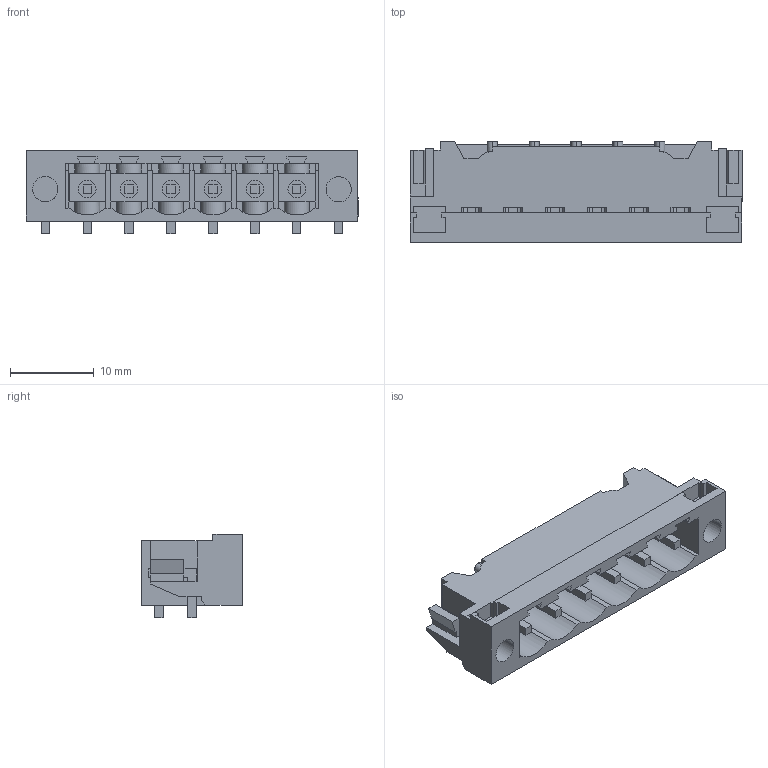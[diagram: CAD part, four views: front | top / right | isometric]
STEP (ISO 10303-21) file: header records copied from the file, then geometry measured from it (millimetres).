
FILE_DESCRIPTION(('CATIA V5 STEP Exchange','CAx-IF Rec.Pracs.--- Model Styling and Organization---1.2---2011-12-15'),'2;1');
FILE_NAME ('7601244_2_1797790000_1797790000.stp','2018-03-12T11:29:35+00:00',('none'),('Weidmueller'),'CATIA Version 5-6 Release 2014','CATIA V5 STEP AP214','none');
FILE_SCHEMA(('AUTOMOTIVE_DESIGN { 1 0 10303 214 1 1 1 1 }'));
Length unit declared in the file: millimetre
Products named in the file (1): 1797790000
Bounding box: 39.6 x 12 x 9.93 mm (x, y, z)
Volume: 1598.3 mm3; surface area: 3457.2 mm2
Topology: 9 solids, 9 shells, 467 faces, 1401 edges, 941 vertices
Faces by surface type: plane 403, cylinder 64
Entity records: 15523 total; most frequent: CARTESIAN_POINT 2986, ORIENTED_EDGE 2802, DIRECTION 2047, EDGE_CURVE 1401, VECTOR 1237, LINE 1237, VERTEX_POINT 941, EDGE_LOOP 484
